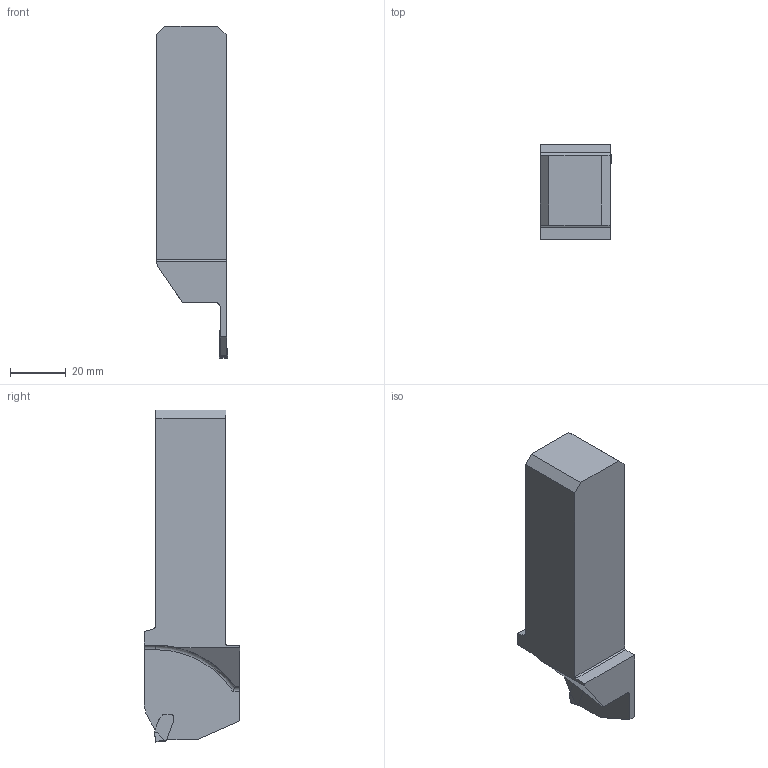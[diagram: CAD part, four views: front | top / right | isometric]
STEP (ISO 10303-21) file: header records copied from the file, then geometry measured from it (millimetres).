
FILE_DESCRIPTION(/* description */ (''),/* implementation_level */ '2;1');
FILE_NAME(/* name */ 'toolassembly_1.stp',/* time_stamp */ '2019-12-23T11:44:10+01:00',/* author */ (''),/* organization */ ('SMS'),/* preprocessor_version */ 'ST-DEVELOPER v16.7',/* originating_system */ 'SIEMENS PLM Software NX 12.0',/* authorisation */ '');
FILE_SCHEMA (('AUTOMOTIVE_DESIGN { 1 0 10303 214 3 1 1 1 }'));
Length unit declared in the file: millimetre
Products named in the file (4): ASSEMBLY_CONSTRUCTION; CUT_20191223114335; NOCUT_20191223114250; TOOLASSEMBLY_1
Assembly tree (3 placements, depth 2):
  TOOLASSEMBLY_1
    NOCUT_20191223114250
    CUT_20191223114335
    ASSEMBLY_CONSTRUCTION
Bounding box: 25.5 x 34.07 x 118.6 mm (x, y, z)
Volume: 58161.2 mm3; surface area: 12655.3 mm2
Topology: 2 solids, 2 shells, 86 faces, 242 edges, 167 vertices
Faces by surface type: plane 47, cylinder 29, extrusion 7, bspline 2, torus 1
Entity records: 3214 total; most frequent: CARTESIAN_POINT 784, ORIENTED_EDGE 482, DIRECTION 478, EDGE_CURVE 241, VECTOR 162, VERTEX_POINT 159, AXIS2_PLACEMENT_3D 158, LINE 155
